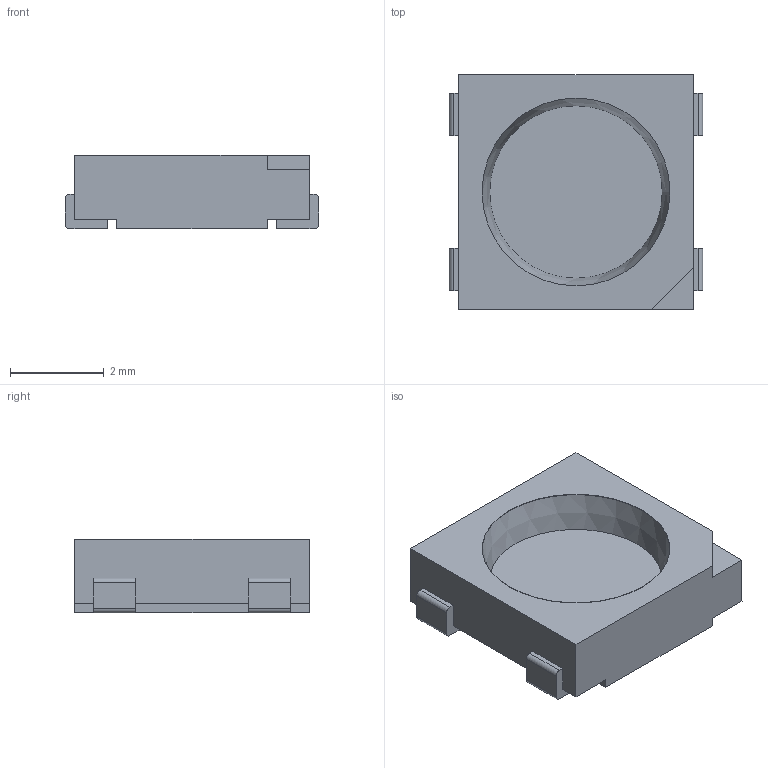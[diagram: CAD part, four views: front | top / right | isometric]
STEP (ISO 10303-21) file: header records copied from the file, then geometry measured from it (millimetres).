
FILE_DESCRIPTION(('FreeCAD Model'),'2;1');
FILE_NAME( 'Open CASCADE STEP translator 6.9 1.step', '2019-07-07T04:37:43',('kicad StepUp'),('ksu MCAD'), 'Open CASCADE STEP processor 7.2','FreeCAD','Unknown');
FILE_SCHEMA(('AUTOMOTIVE_DESIGN_CC2 { 1 2 10303 214 -1 1 5 4 }'));
Length unit declared in the file: millimetre
Products named in the file (1): Open_CASCADE_STEP_translator_6.9_1
Bounding box: 5.4 x 5 x 1.57 mm (x, y, z)
Volume: 29.1 mm3; surface area: 93.3 mm2
Topology: 1 solids, 1 shells, 47 faces, 131 edges, 87 vertices
Faces by surface type: plane 37, cylinder 9, cone 1
Full cylindrical faces by diameter (mm): 4 x1
Entity records: 1838 total; most frequent: CARTESIAN_POINT 266, ORIENTED_EDGE 262, DIRECTION 246, EDGE_CURVE 131, LINE 112, VECTOR 112, VERTEX_POINT 87, AXIS2_PLACEMENT_3D 67
